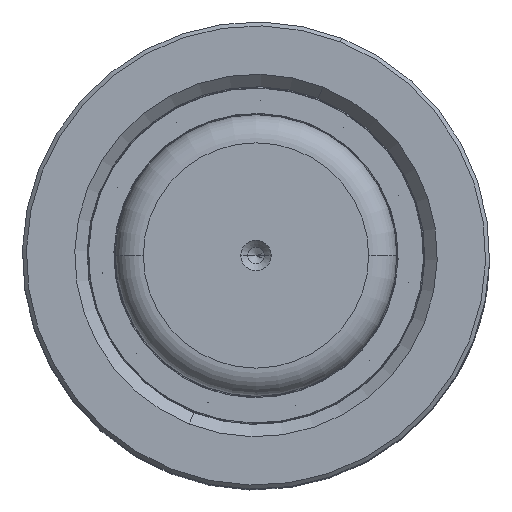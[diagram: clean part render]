
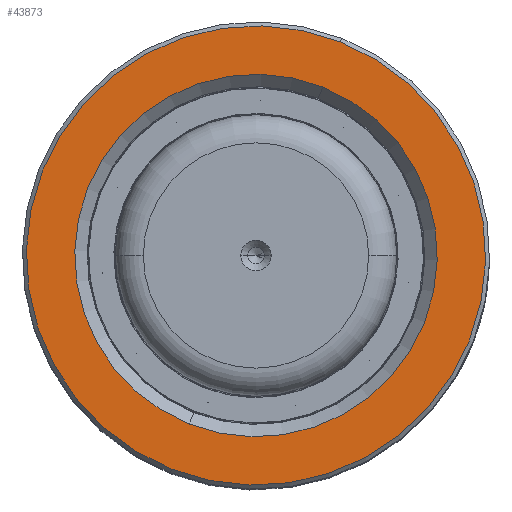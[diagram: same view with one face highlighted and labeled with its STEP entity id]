
A CAD part, top view. The second image highlights one B-rep face of the part: STEP entity #43873.
In plain terms, the highlighted planar face has unit normal (0, 0, 1).
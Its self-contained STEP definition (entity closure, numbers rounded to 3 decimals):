
#777 = CARTESIAN_POINT ( 'NONE',  ( -32.2, 0., 100. ) ) ;
#1218 = AXIS2_PLACEMENT_3D ( 'NONE', #24645, #5437, #16804 ) ;
#2428 = FACE_BOUND ( 'NONE', #28624, .T. ) ;
#2838 = DIRECTION ( 'NONE',  ( 0., 0., -1. ) ) ;
#5437 = DIRECTION ( 'NONE',  ( 0., 0., -1. ) ) ;
#5558 = DIRECTION ( 'NONE',  ( 1., 0., 0. ) ) ;
#7144 = CARTESIAN_POINT ( 'NONE',  ( -40.8, 0., 100. ) ) ;
#7985 = CARTESIAN_POINT ( 'NONE',  ( 32.2, 0., 100. ) ) ;
#8803 = ORIENTED_EDGE ( 'NONE', *, *, #16451, .T. ) ;
#9389 = PLANE ( 'NONE',  #10587 ) ;
#9740 = EDGE_CURVE ( 'NONE', #10861, #33803, #29963, .T. ) ;
#10587 = AXIS2_PLACEMENT_3D ( 'NONE', #13252, #28241, #5558 ) ;
#10861 = VERTEX_POINT ( 'NONE', #7144 ) ;
#11178 = ORIENTED_EDGE ( 'NONE', *, *, #14083, .T. ) ;
#12636 = AXIS2_PLACEMENT_3D ( 'NONE', #33910, #29744, #14899 ) ;
#13252 = CARTESIAN_POINT ( 'NONE',  ( 0., 0., 100. ) ) ;
#14083 = EDGE_CURVE ( 'NONE', #29848, #31587, #33467, .T. ) ;
#14899 = DIRECTION ( 'NONE',  ( 1., 0., 0. ) ) ;
#16232 = EDGE_CURVE ( 'NONE', #31587, #29848, #44748, .T. ) ;
#16451 = EDGE_CURVE ( 'NONE', #33803, #10861, #34550, .T. ) ;
#16804 = DIRECTION ( 'NONE',  ( 1., 0., 0. ) ) ;
#17400 = ORIENTED_EDGE ( 'NONE', *, *, #9740, .T. ) ;
#17659 = CARTESIAN_POINT ( 'NONE',  ( 0., 0., 100. ) ) ;
#18521 = EDGE_LOOP ( 'NONE', ( #17400, #8803 ) ) ;
#24645 = CARTESIAN_POINT ( 'NONE',  ( 0., 0., 100. ) ) ;
#24867 = AXIS2_PLACEMENT_3D ( 'NONE', #25715, #2838, #26044 ) ;
#25715 = CARTESIAN_POINT ( 'NONE',  ( 0., 0., 100. ) ) ;
#26044 = DIRECTION ( 'NONE',  ( 1., 0., 0. ) ) ;
#28241 = DIRECTION ( 'NONE',  ( 0., 0., 1. ) ) ;
#28624 = EDGE_LOOP ( 'NONE', ( #38582, #11178 ) ) ;
#29744 = DIRECTION ( 'NONE',  ( 0., 0., 1. ) ) ;
#29848 = VERTEX_POINT ( 'NONE', #777 ) ;
#29963 = CIRCLE ( 'NONE', #12636, 40.8 ) ;
#31587 = VERTEX_POINT ( 'NONE', #7985 ) ;
#33467 = CIRCLE ( 'NONE', #24867, 32.2 ) ;
#33803 = VERTEX_POINT ( 'NONE', #36669 ) ;
#33910 = CARTESIAN_POINT ( 'NONE',  ( 0., 0., 100. ) ) ;
#34550 = CIRCLE ( 'NONE', #37346, 40.8 ) ;
#36669 = CARTESIAN_POINT ( 'NONE',  ( 40.8, 0., 100. ) ) ;
#37346 = AXIS2_PLACEMENT_3D ( 'NONE', #17659, #40977, #45017 ) ;
#38582 = ORIENTED_EDGE ( 'NONE', *, *, #16232, .T. ) ;
#40977 = DIRECTION ( 'NONE',  ( 0., 0., 1. ) ) ;
#43873 = ADVANCED_FACE ( 'NONE', ( #45467, #2428 ), #9389, .T. ) ;
#44748 = CIRCLE ( 'NONE', #1218, 32.2 ) ;
#45017 = DIRECTION ( 'NONE',  ( 1., 0., 0. ) ) ;
#45467 = FACE_OUTER_BOUND ( 'NONE', #18521, .T. ) ;
